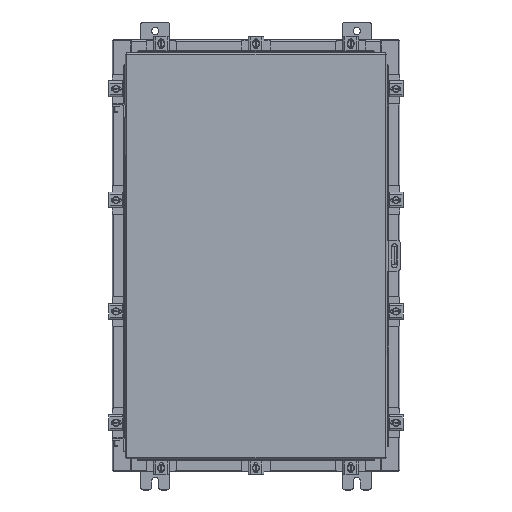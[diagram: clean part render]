
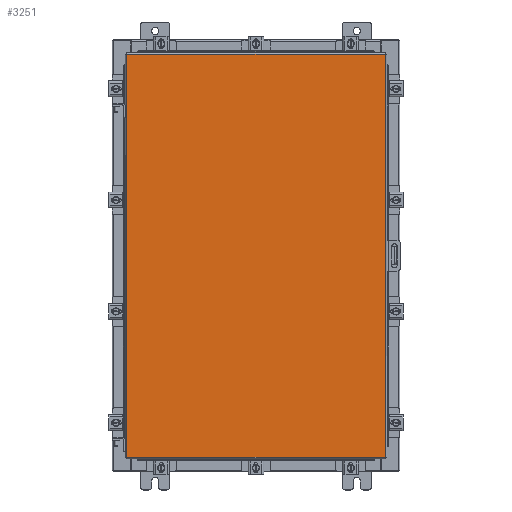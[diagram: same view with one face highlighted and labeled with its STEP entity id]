
A CAD part, top view. The second image highlights one B-rep face of the part: STEP entity #3251.
In plain terms, the highlighted planar face has unit normal (0, 0, 1).
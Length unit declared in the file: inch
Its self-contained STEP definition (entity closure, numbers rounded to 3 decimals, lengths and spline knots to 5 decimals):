
#159 = VERTEX_POINT ( 'NONE', #6784 ) ;
#232 = ORIENTED_EDGE ( 'NONE', *, *, #4258, .T. ) ;
#845 = CARTESIAN_POINT ( 'NONE',  ( -8.9903, -14.0063, 0. ) ) ;
#1777 = CARTESIAN_POINT ( 'NONE',  ( 8.9903, 14.0063, 0. ) ) ;
#2594 = VECTOR ( 'NONE', #5618, 39.37008 ) ;
#3251 = ADVANCED_FACE ( 'NONE', ( #13918 ), #3923, .F. ) ;
#3428 = EDGE_CURVE ( 'NONE', #18400, #9069, #6907, .T. ) ;
#3923 = PLANE ( 'NONE',  #8067 ) ;
#4258 = EDGE_CURVE ( 'NONE', #159, #18400, #10675, .T. ) ;
#5618 = DIRECTION ( 'NONE',  ( 0., 1., 0. ) ) ;
#6090 = CARTESIAN_POINT ( 'NONE',  ( -8.9903, 14.0063, 0. ) ) ;
#6308 = DIRECTION ( 'NONE',  ( 1., 0., 0. ) ) ;
#6784 = CARTESIAN_POINT ( 'NONE',  ( -8.9903, 14.0063, 0. ) ) ;
#6878 = VECTOR ( 'NONE', #17832, 39.37008 ) ;
#6907 = LINE ( 'NONE', #16938, #20657 ) ;
#7417 = CARTESIAN_POINT ( 'NONE',  ( 8.9903, -14.0063, 0. ) ) ;
#7589 = CARTESIAN_POINT ( 'NONE',  ( 0., 0., 0. ) ) ;
#7889 = LINE ( 'NONE', #7417, #2594 ) ;
#8067 = AXIS2_PLACEMENT_3D ( 'NONE', #7589, #20108, #9384 ) ;
#9069 = VERTEX_POINT ( 'NONE', #13063 ) ;
#9384 = DIRECTION ( 'NONE',  ( -1., 0., 0. ) ) ;
#10675 = LINE ( 'NONE', #6090, #16539 ) ;
#11436 = EDGE_CURVE ( 'NONE', #21253, #159, #11622, .T. ) ;
#11561 = ORIENTED_EDGE ( 'NONE', *, *, #3428, .T. ) ;
#11622 = LINE ( 'NONE', #1777, #6878 ) ;
#13063 = CARTESIAN_POINT ( 'NONE',  ( 8.9903, -14.0063, 0. ) ) ;
#13918 = FACE_OUTER_BOUND ( 'NONE', #18198, .T. ) ;
#14626 = EDGE_CURVE ( 'NONE', #9069, #21253, #7889, .T. ) ;
#16539 = VECTOR ( 'NONE', #18627, 39.37008 ) ;
#16938 = CARTESIAN_POINT ( 'NONE',  ( -8.9903, -14.0063, 0. ) ) ;
#17832 = DIRECTION ( 'NONE',  ( -1., 0., 0. ) ) ;
#17890 = CARTESIAN_POINT ( 'NONE',  ( 8.9903, 14.0063, 0. ) ) ;
#18102 = ORIENTED_EDGE ( 'NONE', *, *, #14626, .T. ) ;
#18198 = EDGE_LOOP ( 'NONE', ( #11561, #18102, #19416, #232 ) ) ;
#18400 = VERTEX_POINT ( 'NONE', #845 ) ;
#18627 = DIRECTION ( 'NONE',  ( 0., -1., 0. ) ) ;
#19416 = ORIENTED_EDGE ( 'NONE', *, *, #11436, .T. ) ;
#20108 = DIRECTION ( 'NONE',  ( 0., 0., -1. ) ) ;
#20657 = VECTOR ( 'NONE', #6308, 39.37008 ) ;
#21253 = VERTEX_POINT ( 'NONE', #17890 ) ;
